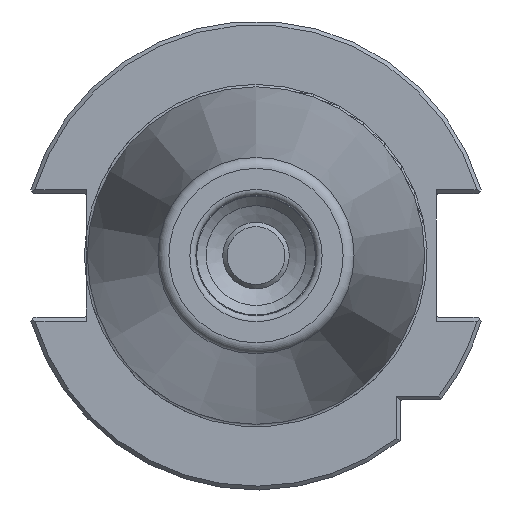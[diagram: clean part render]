
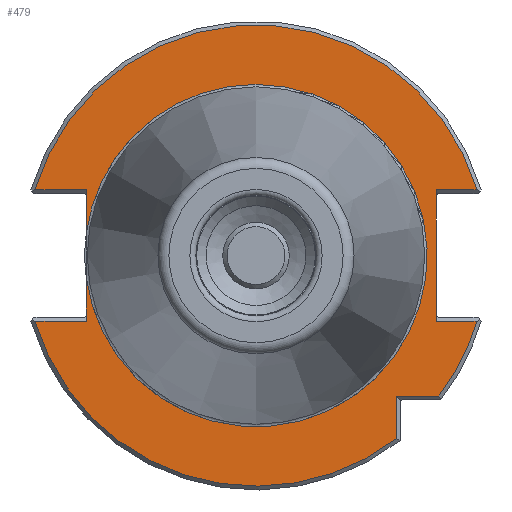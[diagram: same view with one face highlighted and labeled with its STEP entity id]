
A CAD part, left-side view. The second image highlights one B-rep face of the part: STEP entity #479.
In plain terms, the highlighted planar face has unit normal (-1, 0, 0).
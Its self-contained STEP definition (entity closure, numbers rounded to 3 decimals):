
#479 = ADVANCED_FACE( '', ( #1089 ), #1090, .T. );
#1089 = FACE_OUTER_BOUND( '', #1914, .T. );
#1090 = PLANE( '', #1915 );
#1914 = EDGE_LOOP( '', ( #3277, #3278, #3279, #3280, #3281, #3282, #3283, #3284, #3285, #3286, #3287, #3288, #3289 ) );
#1915 = AXIS2_PLACEMENT_3D( '', #3290, #3291, #3292 );
#3277 = ORIENTED_EDGE( '', *, *, #4682, .T. );
#3278 = ORIENTED_EDGE( '', *, *, #4826, .T. );
#3279 = ORIENTED_EDGE( '', *, *, #4625, .F. );
#3280 = ORIENTED_EDGE( '', *, *, #4827, .T. );
#3281 = ORIENTED_EDGE( '', *, *, #4828, .T. );
#3282 = ORIENTED_EDGE( '', *, *, #4829, .T. );
#3283 = ORIENTED_EDGE( '', *, *, #4466, .F. );
#3284 = ORIENTED_EDGE( '', *, *, #4830, .F. );
#3285 = ORIENTED_EDGE( '', *, *, #4464, .F. );
#3286 = ORIENTED_EDGE( '', *, *, #4831, .T. );
#3287 = ORIENTED_EDGE( '', *, *, #4575, .T. );
#3288 = ORIENTED_EDGE( '', *, *, #4723, .T. );
#3289 = ORIENTED_EDGE( '', *, *, #4832, .T. );
#3290 = CARTESIAN_POINT( '', ( 3.2, 0., 35.591 ) );
#3291 = DIRECTION( '', ( -1., 0., 0. ) );
#3292 = DIRECTION( '', ( 0., 0., 1. ) );
#4464 = EDGE_CURVE( '', #5335, #5337, #5338, .T. );
#4466 = EDGE_CURVE( '', #5339, #5325, #5341, .T. );
#4575 = EDGE_CURVE( '', #5520, #5518, #5521, .T. );
#4625 = EDGE_CURVE( '', #5597, #5599, #5600, .T. );
#4682 = EDGE_CURVE( '', #5680, #5686, #5688, .T. );
#4723 = EDGE_CURVE( '', #5518, #5745, #5747, .T. );
#4826 = EDGE_CURVE( '', #5686, #5599, #5888, .T. );
#4827 = EDGE_CURVE( '', #5597, #5889, #5890, .T. );
#4828 = EDGE_CURVE( '', #5889, #5891, #5892, .T. );
#4829 = EDGE_CURVE( '', #5891, #5325, #5893, .T. );
#4830 = EDGE_CURVE( '', #5337, #5339, #5894, .T. );
#4831 = EDGE_CURVE( '', #5335, #5520, #5895, .T. );
#4832 = EDGE_CURVE( '', #5745, #5680, #5896, .T. );
#5325 = VERTEX_POINT( '', #6610 );
#5335 = VERTEX_POINT( '', #6625 );
#5337 = VERTEX_POINT( '', #6628 );
#5338 = LINE( '', #6629, #6630 );
#5339 = VERTEX_POINT( '', #6631 );
#5341 = LINE( '', #6634, #6635 );
#5518 = VERTEX_POINT( '', #6972 );
#5520 = VERTEX_POINT( '', #6977 );
#5521 = CIRCLE( '', #6978, 47.95 );
#5597 = VERTEX_POINT( '', #7087 );
#5599 = VERTEX_POINT( '', #7090 );
#5600 = LINE( '', #7091, #7092 );
#5680 = VERTEX_POINT( '', #7322 );
#5686 = VERTEX_POINT( '', #7334 );
#5688 = CIRCLE( '', #7339, 47.95 );
#5745 = VERTEX_POINT( '', #7426 );
#5747 = LINE( '', #7429, #7430 );
#5888 = LINE( '', #7664, #7665 );
#5889 = VERTEX_POINT( '', #7666 );
#5890 = LINE( '', #7667, #7668 );
#5891 = VERTEX_POINT( '', #7669 );
#5892 = CIRCLE( '', #7670, 47.95 );
#5893 = LINE( '', #7671, #7672 );
#5894 = CIRCLE( '', #7673, 35.591 );
#5895 = LINE( '', #7674, #7675 );
#5896 = LINE( '', #7676, #7677 );
#6610 = CARTESIAN_POINT( '', ( 3.2, 35.3, 13.65 ) );
#6625 = CARTESIAN_POINT( '', ( 3.2, 35.3, -13.65 ) );
#6628 = CARTESIAN_POINT( '', ( 3.2, 35.3, -4.543 ) );
#6629 = CARTESIAN_POINT( '', ( 3.2, 35.3, -12.85 ) );
#6630 = VECTOR( '', #8344, 1000. );
#6631 = CARTESIAN_POINT( '', ( 3.2, 35.3, 4.543 ) );
#6634 = CARTESIAN_POINT( '', ( 3.2, 35.3, -12.85 ) );
#6635 = VECTOR( '', #8346, 1000. );
#6972 = CARTESIAN_POINT( '', ( 3.2, -29.2, -38.034 ) );
#6977 = CARTESIAN_POINT( '', ( 3.2, 45.966, -13.65 ) );
#6978 = AXIS2_PLACEMENT_3D( '', #8462, #8463, #8464 );
#7087 = CARTESIAN_POINT( '', ( 3.2, -37.5, 13.65 ) );
#7090 = CARTESIAN_POINT( '', ( 3.2, -37.5, -13.65 ) );
#7091 = CARTESIAN_POINT( '', ( 3.2, -37.5, 12.85 ) );
#7092 = VECTOR( '', #8523, 1000. );
#7322 = CARTESIAN_POINT( '', ( 3.2, -38.034, -29.2 ) );
#7334 = CARTESIAN_POINT( '', ( 3.2, -45.966, -13.65 ) );
#7339 = AXIS2_PLACEMENT_3D( '', #8579, #8580, #8581 );
#7426 = CARTESIAN_POINT( '', ( 3.2, -29.2, -29.2 ) );
#7429 = CARTESIAN_POINT( '', ( 3.2, -29.2, -30. ) );
#7430 = VECTOR( '', #8625, 1000. );
#7664 = CARTESIAN_POINT( '', ( 3.2, -37.5, -13.65 ) );
#7665 = VECTOR( '', #8712, 1000. );
#7666 = CARTESIAN_POINT( '', ( 3.2, -45.966, 13.65 ) );
#7667 = CARTESIAN_POINT( '', ( 3.2, -47.181, 13.65 ) );
#7668 = VECTOR( '', #8713, 1000. );
#7669 = CARTESIAN_POINT( '', ( 3.2, 45.966, 13.65 ) );
#7670 = AXIS2_PLACEMENT_3D( '', #8714, #8715, #8716 );
#7671 = CARTESIAN_POINT( '', ( 3.2, 35.3, 13.65 ) );
#7672 = VECTOR( '', #8717, 1000. );
#7673 = AXIS2_PLACEMENT_3D( '', #8718, #8719, #8720 );
#7674 = CARTESIAN_POINT( '', ( 3.2, 47.181, -13.65 ) );
#7675 = VECTOR( '', #8721, 1000. );
#7676 = CARTESIAN_POINT( '', ( 3.2, -38.616, -29.2 ) );
#7677 = VECTOR( '', #8722, 1000. );
#8344 = DIRECTION( '', ( 0., 0., 1. ) );
#8346 = DIRECTION( '', ( 0., 0., 1. ) );
#8462 = CARTESIAN_POINT( '', ( 3.2, 0., 0. ) );
#8463 = DIRECTION( '', ( -1., 0., 0. ) );
#8464 = DIRECTION( '', ( 0., 0., 1. ) );
#8523 = DIRECTION( '', ( 0., 0., -1. ) );
#8579 = CARTESIAN_POINT( '', ( 3.2, 0., 0. ) );
#8580 = DIRECTION( '', ( -1., 0., 0. ) );
#8581 = DIRECTION( '', ( 0., 0., 1. ) );
#8625 = DIRECTION( '', ( 0., 0., 1. ) );
#8712 = DIRECTION( '', ( 0., 1., 0. ) );
#8713 = DIRECTION( '', ( 0., -1., 0. ) );
#8714 = CARTESIAN_POINT( '', ( 3.2, 0., 0. ) );
#8715 = DIRECTION( '', ( -1., 0., 0. ) );
#8716 = DIRECTION( '', ( 0., 0., 1. ) );
#8717 = DIRECTION( '', ( 0., -1., 0. ) );
#8718 = CARTESIAN_POINT( '', ( 3.2, 0., 0. ) );
#8719 = DIRECTION( '', ( -1., 0., 0. ) );
#8720 = DIRECTION( '', ( 0., 0., 1. ) );
#8721 = DIRECTION( '', ( 0., 1., 0. ) );
#8722 = DIRECTION( '', ( 0., -1., 0. ) );
